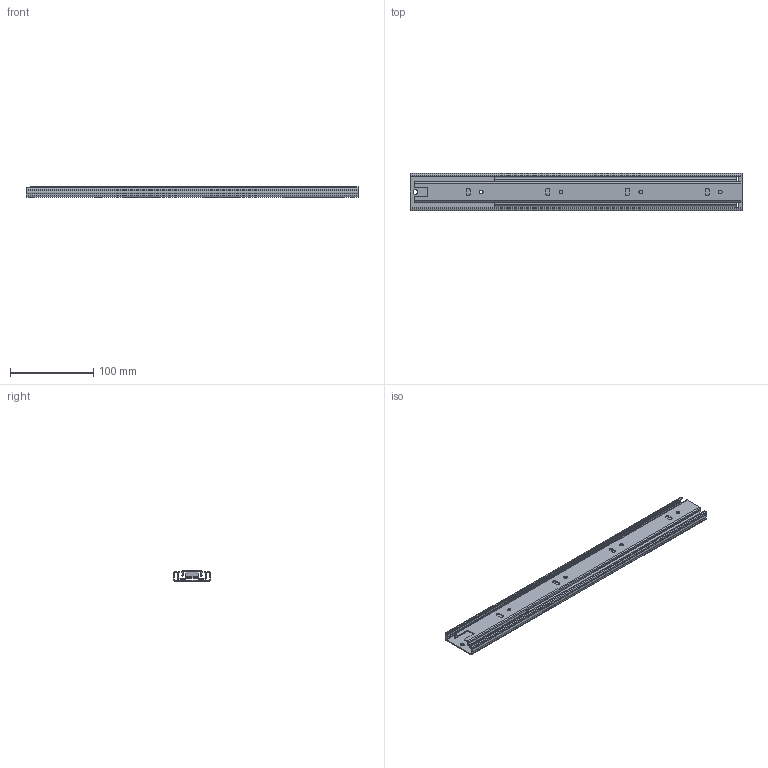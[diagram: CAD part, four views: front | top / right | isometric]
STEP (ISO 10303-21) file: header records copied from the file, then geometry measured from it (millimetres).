
FILE_DESCRIPTION (( 'STEP AP214' ), '1' );
FILE_NAME ('F000810-CLOSED_3D.step', '2022-06-06T12:52:34', ( '' ), ( '' ), 'SwSTEP 2.0', 'SolidWorks 2020', '' );
FILE_SCHEMA (( 'AUTOMOTIVE_DESIGN' ));
Length unit declared in the file: millimetre
Products named in the file (4): NB58-VNEJSI-400; F000810-CLOSED_3D; NB58-VNITRNI-400; NB58,NB51-STREDNI-400
Assembly tree (3 placements, depth 2):
  F000810-CLOSED_3D
    NB58-VNEJSI-400
    NB58-VNITRNI-400
    NB58,NB51-STREDNI-400
Bounding box: 400 x 45.7 x 12.7 mm (x, y, z)
Volume: 69758.5 mm3; surface area: 113952.3 mm2
Topology: 3 solids, 3 shells, 248 faces, 726 edges, 484 vertices
Faces by surface type: plane 112, cylinder 72, bspline 64
Entity records: 8840 total; most frequent: CARTESIAN_POINT 2296, ORIENTED_EDGE 1452, DIRECTION 1122, EDGE_CURVE 726, VERTEX_POINT 484, LINE 454, VECTOR 454, AXIS2_PLACEMENT_3D 334
